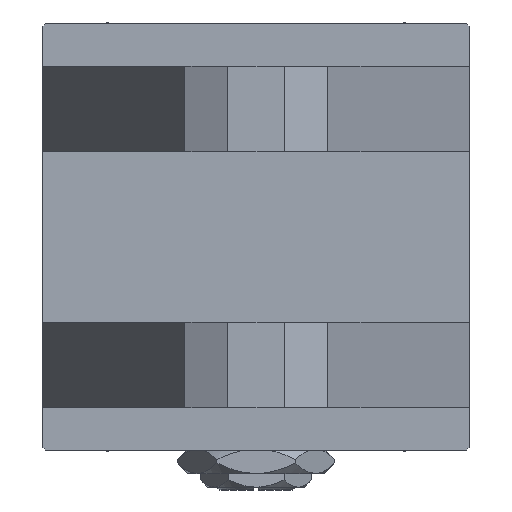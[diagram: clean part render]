
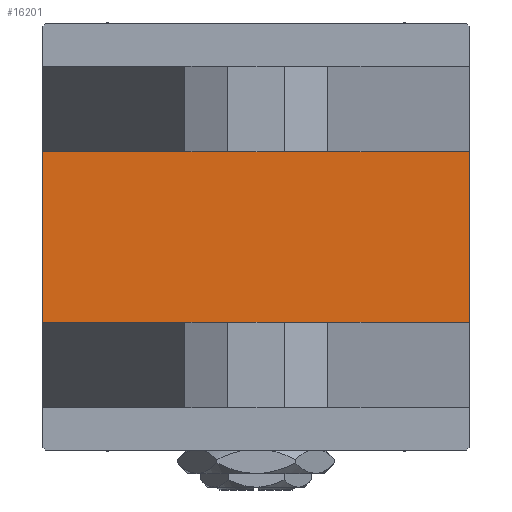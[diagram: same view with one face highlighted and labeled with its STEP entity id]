
A CAD part, left-side view. The second image highlights one B-rep face of the part: STEP entity #16201.
In plain terms, the highlighted planar face has unit normal (-1, 0, 0).
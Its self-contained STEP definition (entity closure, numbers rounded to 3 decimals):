
#1270 = ORIENTED_EDGE ( 'NONE', *, *, #48195, .F. ) ;
#1436 = PLANE ( 'NONE',  #43697 ) ;
#4497 = LINE ( 'NONE', #20428, #13596 ) ;
#4584 = FACE_OUTER_BOUND ( 'NONE', #15326, .T. ) ;
#5207 = LINE ( 'NONE', #44707, #32071 ) ;
#6675 = CARTESIAN_POINT ( 'NONE',  ( 0., -15., 37.5 ) ) ;
#7151 = ORIENTED_EDGE ( 'NONE', *, *, #48466, .T. ) ;
#12173 = DIRECTION ( 'NONE',  ( 0., 0., 1. ) ) ;
#13345 = CARTESIAN_POINT ( 'NONE',  ( 0., 15., 37.5 ) ) ;
#13596 = VECTOR ( 'NONE', #36382, 1000. ) ;
#14269 = VERTEX_POINT ( 'NONE', #6675 ) ;
#14659 = CARTESIAN_POINT ( 'NONE',  ( 0., -15., -37.5 ) ) ;
#14816 = CARTESIAN_POINT ( 'NONE',  ( 0., -15., 37.5 ) ) ;
#15326 = EDGE_LOOP ( 'NONE', ( #7151, #48882, #1270, #27423 ) ) ;
#16201 = ADVANCED_FACE ( 'NONE', ( #4584 ), #1436, .T. ) ;
#18162 = CARTESIAN_POINT ( 'NONE',  ( 0., 15., -37.5 ) ) ;
#18979 = LINE ( 'NONE', #14816, #35307 ) ;
#19922 = DIRECTION ( 'NONE',  ( 0., 0., -1. ) ) ;
#20428 = CARTESIAN_POINT ( 'NONE',  ( 0., 37.5, 37.5 ) ) ;
#21140 = DIRECTION ( 'NONE',  ( 0., -1., 0. ) ) ;
#24093 = VERTEX_POINT ( 'NONE', #14659 ) ;
#26189 = EDGE_CURVE ( 'NONE', #31492, #32733, #48693, .T. ) ;
#27423 = ORIENTED_EDGE ( 'NONE', *, *, #26189, .T. ) ;
#31492 = VERTEX_POINT ( 'NONE', #13345 ) ;
#32029 = DIRECTION ( 'NONE',  ( -1., 0., 0. ) ) ;
#32071 = VECTOR ( 'NONE', #21140, 1000. ) ;
#32733 = VERTEX_POINT ( 'NONE', #18162 ) ;
#35307 = VECTOR ( 'NONE', #42545, 1000. ) ;
#36204 = CARTESIAN_POINT ( 'NONE',  ( 0., 0., 0. ) ) ;
#36382 = DIRECTION ( 'NONE',  ( 0., -1., 0. ) ) ;
#36399 = CARTESIAN_POINT ( 'NONE',  ( 0., 15., 37.5 ) ) ;
#42545 = DIRECTION ( 'NONE',  ( 0., 0., -1. ) ) ;
#43697 = AXIS2_PLACEMENT_3D ( 'NONE', #36204, #32029, #12173 ) ;
#44321 = EDGE_CURVE ( 'NONE', #14269, #24093, #18979, .T. ) ;
#44707 = CARTESIAN_POINT ( 'NONE',  ( 0., 37.5, -37.5 ) ) ;
#48195 = EDGE_CURVE ( 'NONE', #31492, #14269, #4497, .T. ) ;
#48466 = EDGE_CURVE ( 'NONE', #32733, #24093, #5207, .T. ) ;
#48693 = LINE ( 'NONE', #36399, #49733 ) ;
#48882 = ORIENTED_EDGE ( 'NONE', *, *, #44321, .F. ) ;
#49733 = VECTOR ( 'NONE', #19922, 1000. ) ;
